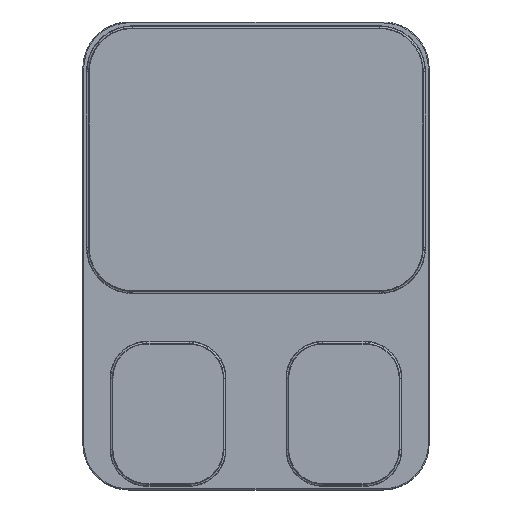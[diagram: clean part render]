
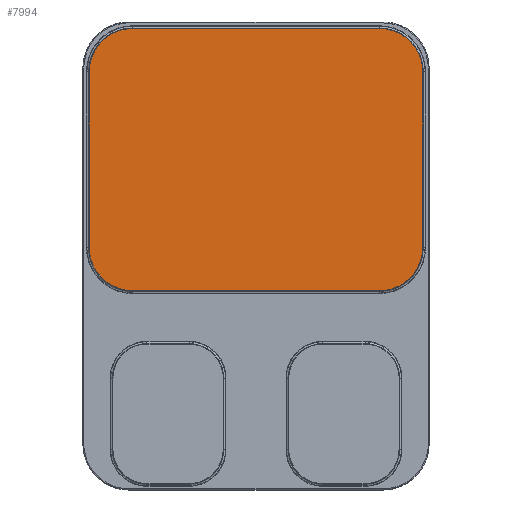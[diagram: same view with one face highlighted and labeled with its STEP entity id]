
A CAD part, top view. The second image highlights one B-rep face of the part: STEP entity #7994.
In plain terms, the highlighted planar face has unit normal (0, 0, 1).
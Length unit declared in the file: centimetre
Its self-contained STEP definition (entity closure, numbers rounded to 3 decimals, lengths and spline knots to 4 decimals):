
#24 = CARTESIAN_POINT ( 'NONE',  ( -0.2682, 0.2848, 0.312 ) ) ;
#603 = ORIENTED_EDGE ( 'NONE', *, *, #3897, .F. ) ;
#686 = CARTESIAN_POINT ( 'NONE',  ( 0., -0.2848, 0.312 ) ) ;
#928 = EDGE_CURVE ( 'NONE', #9814, #8433, #8858, .T. ) ;
#970 = VERTEX_POINT ( 'NONE', #1595 ) ;
#1126 = ORIENTED_EDGE ( 'NONE', *, *, #7003, .F. ) ;
#1151 = CARTESIAN_POINT ( 'NONE',  ( 0.2682, -0.2848, 0.312 ) ) ;
#1153 = DIRECTION ( 'NONE',  ( 0., 0., 1. ) ) ;
#1262 = CARTESIAN_POINT ( 'NONE',  ( 0.2682, 0.2848, 0.312 ) ) ;
#1298 = CARTESIAN_POINT ( 'NONE',  ( -0.3622, -0.2458, 0.312 ) ) ;
#1387 = ORIENTED_EDGE ( 'NONE', *, *, #3724, .F. ) ;
#1489 =( BOUNDED_CURVE ( )  B_SPLINE_CURVE ( 3, ( #3614, #5194, #1298, #6768 ),
 .UNSPECIFIED., .F., .F. ) 
 B_SPLINE_CURVE_WITH_KNOTS ( ( 4, 4 ),
 ( 0., 1. ),
 .UNSPECIFIED. ) 
 CURVE ( )  GEOMETRIC_REPRESENTATION_ITEM ( )  RATIONAL_B_SPLINE_CURVE ( ( 1., 0.805, 0.805, 1. ) ) 
 REPRESENTATION_ITEM ( '' )  );
#1491 = VECTOR ( 'NONE', #5366, 100. ) ;
#1527 = VERTEX_POINT ( 'NONE', #3909 ) ;
#1548 = LINE ( 'NONE', #686, #3633 ) ;
#1595 = CARTESIAN_POINT ( 'NONE',  ( -0.2682, -0.2848, 0.312 ) ) ;
#1749 = LINE ( 'NONE', #8500, #1491 ) ;
#1791 = CARTESIAN_POINT ( 'NONE',  ( 0.3623, 0.1908, 0.312 ) ) ;
#2152 =( BOUNDED_CURVE ( )  B_SPLINE_CURVE ( 3, ( #5810, #4241, #3454, #1151 ),
 .UNSPECIFIED., .F., .F. ) 
 B_SPLINE_CURVE_WITH_KNOTS ( ( 4, 4 ),
 ( 0., 1. ),
 .UNSPECIFIED. ) 
 CURVE ( )  GEOMETRIC_REPRESENTATION_ITEM ( )  RATIONAL_B_SPLINE_CURVE ( ( 1., 0.805, 0.805, 1. ) ) 
 REPRESENTATION_ITEM ( '' )  );
#2176 = VERTEX_POINT ( 'NONE', #1791 ) ;
#2509 = CARTESIAN_POINT ( 'NONE',  ( -0.3623, 0., 0.312 ) ) ;
#2540 = DIRECTION ( 'NONE',  ( 0., 1., 0. ) ) ;
#2676 = AXIS2_PLACEMENT_3D ( 'NONE', #5812, #1153, #6613 ) ;
#2747 = ORIENTED_EDGE ( 'NONE', *, *, #4032, .F. ) ;
#3212 = ORIENTED_EDGE ( 'NONE', *, *, #8575, .F. ) ;
#3224 = CARTESIAN_POINT ( 'NONE',  ( 0.2682, -0.2848, 0.312 ) ) ;
#3454 = CARTESIAN_POINT ( 'NONE',  ( 0.3233, -0.2848, 0.312 ) ) ;
#3542 = VECTOR ( 'NONE', #2540, 100. ) ;
#3614 = CARTESIAN_POINT ( 'NONE',  ( -0.2682, -0.2848, 0.312 ) ) ;
#3633 = VECTOR ( 'NONE', #5353, 100. ) ;
#3724 = EDGE_CURVE ( 'NONE', #4838, #6181, #2152, .T. ) ;
#3897 = EDGE_CURVE ( 'NONE', #8433, #1527, #7287, .T. ) ;
#3909 = CARTESIAN_POINT ( 'NONE',  ( 0.2682, 0.2848, 0.312 ) ) ;
#4032 = EDGE_CURVE ( 'NONE', #6181, #970, #1548, .T. ) ;
#4230 = CARTESIAN_POINT ( 'NONE',  ( -0.2682, 0.2848, 0.312 ) ) ;
#4241 = CARTESIAN_POINT ( 'NONE',  ( 0.3622, -0.2458, 0.312 ) ) ;
#4436 = DIRECTION ( 'NONE',  ( 1., 0., 0. ) ) ;
#4725 = CARTESIAN_POINT ( 'NONE',  ( -0.3623, 0.1908, 0.312 ) ) ;
#4730 = EDGE_CURVE ( 'NONE', #1527, #2176, #10071, .T. ) ;
#4838 = VERTEX_POINT ( 'NONE', #6839 ) ;
#5194 = CARTESIAN_POINT ( 'NONE',  ( -0.3233, -0.2848, 0.312 ) ) ;
#5222 = CARTESIAN_POINT ( 'NONE',  ( 0.3623, 0.1908, 0.312 ) ) ;
#5353 = DIRECTION ( 'NONE',  ( -1., 0., 0. ) ) ;
#5366 = DIRECTION ( 'NONE',  ( 0., -1., 0. ) ) ;
#5712 = EDGE_LOOP ( 'NONE', ( #3212, #2747, #1387, #8952, #10145, #603, #6278, #1126 ) ) ;
#5810 = CARTESIAN_POINT ( 'NONE',  ( 0.3622, -0.1908, 0.312 ) ) ;
#5812 = CARTESIAN_POINT ( 'NONE',  ( 0., 0., 0.312 ) ) ;
#6181 = VERTEX_POINT ( 'NONE', #3224 ) ;
#6225 = VERTEX_POINT ( 'NONE', #8768 ) ;
#6278 = ORIENTED_EDGE ( 'NONE', *, *, #928, .F. ) ;
#6613 = DIRECTION ( 'NONE',  ( 1., 0., 0. ) ) ;
#6768 = CARTESIAN_POINT ( 'NONE',  ( -0.3623, -0.1908, 0.312 ) ) ;
#6833 = CARTESIAN_POINT ( 'NONE',  ( -0.3623, 0.1908, 0.312 ) ) ;
#6839 = CARTESIAN_POINT ( 'NONE',  ( 0.3622, -0.1908, 0.312 ) ) ;
#7003 = EDGE_CURVE ( 'NONE', #6225, #9814, #9795, .T. ) ;
#7287 = LINE ( 'NONE', #8348, #9324 ) ;
#7391 = PLANE ( 'NONE',  #2676 ) ;
#7994 = ADVANCED_FACE ( 'NONE', ( #9780 ), #7391, .T. ) ;
#8348 = CARTESIAN_POINT ( 'NONE',  ( 0., 0.2848, 0.312 ) ) ;
#8433 = VERTEX_POINT ( 'NONE', #4230 ) ;
#8500 = CARTESIAN_POINT ( 'NONE',  ( 0.3623, 0., 0.312 ) ) ;
#8575 = EDGE_CURVE ( 'NONE', #970, #6225, #1489, .T. ) ;
#8627 = CARTESIAN_POINT ( 'NONE',  ( -0.3233, 0.2848, 0.312 ) ) ;
#8768 = CARTESIAN_POINT ( 'NONE',  ( -0.3623, -0.1908, 0.312 ) ) ;
#8858 =( BOUNDED_CURVE ( )  B_SPLINE_CURVE ( 3, ( #4725, #9404, #8627, #24 ),
 .UNSPECIFIED., .F., .F. ) 
 B_SPLINE_CURVE_WITH_KNOTS ( ( 4, 4 ),
 ( 0., 1. ),
 .UNSPECIFIED. ) 
 CURVE ( )  GEOMETRIC_REPRESENTATION_ITEM ( )  RATIONAL_B_SPLINE_CURVE ( ( 1., 0.805, 0.805, 1. ) ) 
 REPRESENTATION_ITEM ( '' )  );
#8952 = ORIENTED_EDGE ( 'NONE', *, *, #9307, .F. ) ;
#9127 = CARTESIAN_POINT ( 'NONE',  ( 0.3233, 0.2848, 0.312 ) ) ;
#9307 = EDGE_CURVE ( 'NONE', #2176, #4838, #1749, .T. ) ;
#9324 = VECTOR ( 'NONE', #4436, 100. ) ;
#9404 = CARTESIAN_POINT ( 'NONE',  ( -0.3622, 0.2458, 0.312 ) ) ;
#9780 = FACE_OUTER_BOUND ( 'NONE', #5712, .T. ) ;
#9795 = LINE ( 'NONE', #2509, #3542 ) ;
#9814 = VERTEX_POINT ( 'NONE', #6833 ) ;
#9907 = CARTESIAN_POINT ( 'NONE',  ( 0.3622, 0.2458, 0.312 ) ) ;
#10071 =( BOUNDED_CURVE ( )  B_SPLINE_CURVE ( 3, ( #1262, #9127, #9907, #5222 ),
 .UNSPECIFIED., .F., .F. ) 
 B_SPLINE_CURVE_WITH_KNOTS ( ( 4, 4 ),
 ( 0., 1. ),
 .UNSPECIFIED. ) 
 CURVE ( )  GEOMETRIC_REPRESENTATION_ITEM ( )  RATIONAL_B_SPLINE_CURVE ( ( 1., 0.805, 0.805, 1. ) ) 
 REPRESENTATION_ITEM ( '' )  );
#10145 = ORIENTED_EDGE ( 'NONE', *, *, #4730, .F. ) ;
